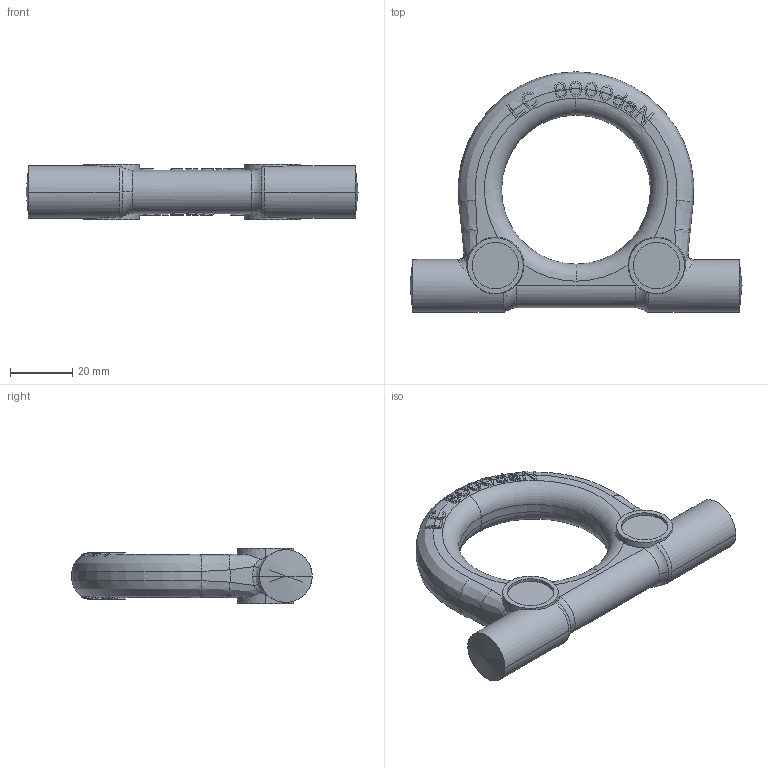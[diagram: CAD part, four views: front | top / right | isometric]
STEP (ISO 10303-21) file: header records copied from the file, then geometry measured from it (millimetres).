
FILE_DESCRIPTION((''),'2;1');
FILE_NAME('001-M34416-P-1','2015-08-19T',('Andreas.Wendler'),(''),'PRO/ENGINEER BY PARAMETRIC TECHNOLOGY CORPORATION, 2010140','PRO/ENGINEER BY PARAMETRIC TECHNOLOGY CORPORATION, 2010140','');
FILE_SCHEMA(('CONFIG_CONTROL_DESIGN'));
Length unit declared in the file: millimetre
Products named in the file (1): 001-M34416-P-1
Bounding box: 107 x 77.5 x 18 mm (x, y, z)
Volume: 49964.7 mm3; surface area: 13213 mm2
Topology: 1 solids, 1 shells, 885 faces, 2611 edges, 1730 vertices
Faces by surface type: plane 779, bspline 38, cylinder 30, torus 26, cone 12
Entity records: 38830 total; most frequent: CARTESIAN_POINT 16966, ORIENTED_EDGE 5214, DIRECTION 3565, EDGE_CURVE 2607, VERTEX_POINT 1730, VECTOR 1589, LINE 1589, AXIS2_PLACEMENT_3D 988
